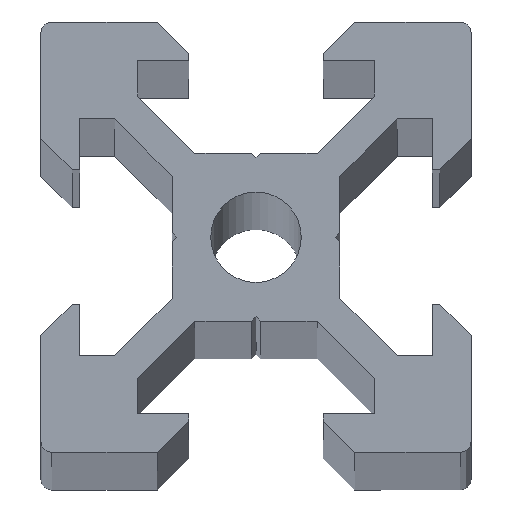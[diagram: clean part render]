
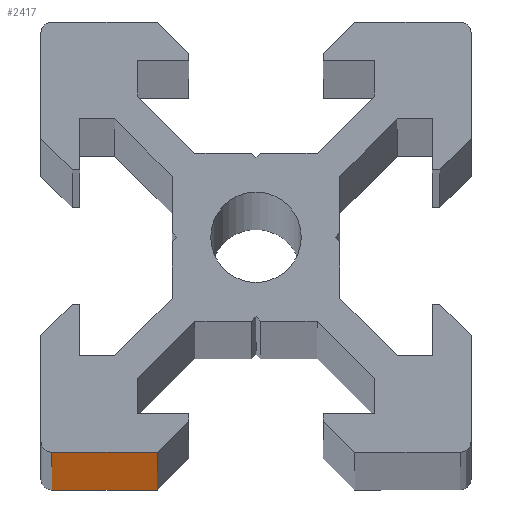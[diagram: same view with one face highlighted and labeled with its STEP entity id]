
A CAD part, top view. The second image highlights one B-rep face of the part: STEP entity #2417.
In plain terms, the highlighted planar face has unit normal (0, -1, 0).
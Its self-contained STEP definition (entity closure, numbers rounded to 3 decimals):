
#192 = DIRECTION ( 'NONE',  ( -1., 0., 0. ) ) ;
#274 = EDGE_CURVE ( 'NONE', #2122, #555, #410, .T. ) ;
#282 = DIRECTION ( 'NONE',  ( 0., 0., -1. ) ) ;
#295 = EDGE_CURVE ( 'NONE', #417, #555, #1309, .T. ) ;
#331 = CARTESIAN_POINT ( 'NONE',  ( -4.58, -10., 0. ) ) ;
#340 = CARTESIAN_POINT ( 'NONE',  ( 0., -10., 0. ) ) ;
#355 = VECTOR ( 'NONE', #1129, 1000. ) ;
#410 = LINE ( 'NONE', #944, #355 ) ;
#413 = LINE ( 'NONE', #771, #1424 ) ;
#417 = VERTEX_POINT ( 'NONE', #331 ) ;
#555 = VERTEX_POINT ( 'NONE', #1065 ) ;
#633 = EDGE_LOOP ( 'NONE', ( #1256, #2366, #1358, #873 ) ) ;
#761 = LINE ( 'NONE', #1611, #1144 ) ;
#771 = CARTESIAN_POINT ( 'NONE',  ( 0., -10., 1000. ) ) ;
#873 = ORIENTED_EDGE ( 'NONE', *, *, #274, .T. ) ;
#944 = CARTESIAN_POINT ( 'NONE',  ( -9.5, -10., 1000. ) ) ;
#1065 = CARTESIAN_POINT ( 'NONE',  ( -9.5, -10., 0. ) ) ;
#1090 = VERTEX_POINT ( 'NONE', #1580 ) ;
#1103 = DIRECTION ( 'NONE',  ( 0., -1., 0. ) ) ;
#1129 = DIRECTION ( 'NONE',  ( 0., 0., -1. ) ) ;
#1144 = VECTOR ( 'NONE', #282, 1000. ) ;
#1256 = ORIENTED_EDGE ( 'NONE', *, *, #295, .F. ) ;
#1307 = AXIS2_PLACEMENT_3D ( 'NONE', #2217, #1103, #2395 ) ;
#1309 = LINE ( 'NONE', #340, #2288 ) ;
#1329 = DIRECTION ( 'NONE',  ( -1., 0., 0. ) ) ;
#1358 = ORIENTED_EDGE ( 'NONE', *, *, #1544, .T. ) ;
#1424 = VECTOR ( 'NONE', #1329, 1000. ) ;
#1472 = PLANE ( 'NONE',  #1307 ) ;
#1544 = EDGE_CURVE ( 'NONE', #1090, #2122, #413, .T. ) ;
#1568 = FACE_OUTER_BOUND ( 'NONE', #633, .T. ) ;
#1580 = CARTESIAN_POINT ( 'NONE',  ( -4.58, -10., 1000. ) ) ;
#1611 = CARTESIAN_POINT ( 'NONE',  ( -4.58, -10., 1000. ) ) ;
#1620 = EDGE_CURVE ( 'NONE', #1090, #417, #761, .T. ) ;
#1799 = CARTESIAN_POINT ( 'NONE',  ( -9.5, -10., 1000. ) ) ;
#2122 = VERTEX_POINT ( 'NONE', #1799 ) ;
#2217 = CARTESIAN_POINT ( 'NONE',  ( 0., -10., 1000. ) ) ;
#2288 = VECTOR ( 'NONE', #192, 1000. ) ;
#2366 = ORIENTED_EDGE ( 'NONE', *, *, #1620, .F. ) ;
#2395 = DIRECTION ( 'NONE',  ( 1., 0., 0. ) ) ;
#2417 = ADVANCED_FACE ( 'NONE', ( #1568 ), #1472, .T. ) ;
